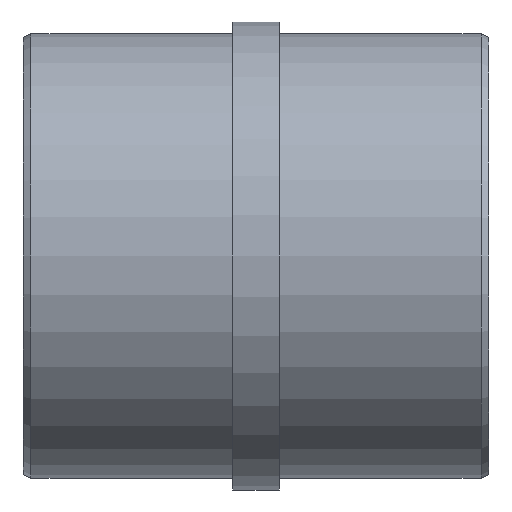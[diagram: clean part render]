
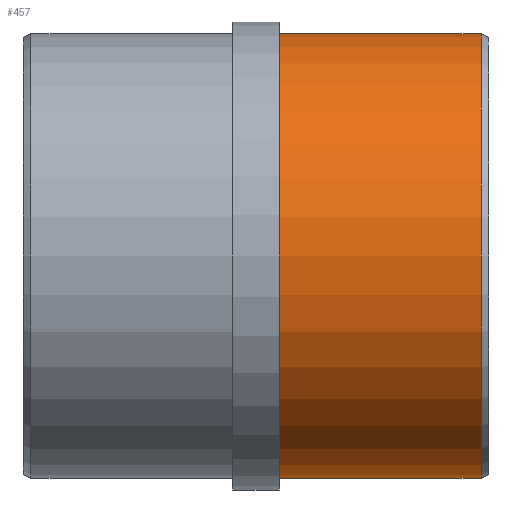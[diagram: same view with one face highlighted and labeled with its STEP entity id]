
A CAD part, front view. The second image highlights one B-rep face of the part: STEP entity #457.
In plain terms, the highlighted cylindrical face has radius 28.65 mm (diameter 57.3 mm), a partial arc.
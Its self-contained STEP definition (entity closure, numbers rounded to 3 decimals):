
#9 = EDGE_CURVE ( 'NONE', #361, #482, #48, .T. ) ;
#10 = AXIS2_PLACEMENT_3D ( 'NONE', #471, #409, #369 ) ;
#14 = DIRECTION ( 'NONE',  ( 0., 0., 1. ) ) ;
#30 = AXIS2_PLACEMENT_3D ( 'NONE', #487, #303, #101 ) ;
#31 = VERTEX_POINT ( 'NONE', #399 ) ;
#32 = CARTESIAN_POINT ( 'NONE',  ( 3., -12.672, 28.65 ) ) ;
#41 = CARTESIAN_POINT ( 'NONE',  ( -46.803, -12.672, 0. ) ) ;
#45 = DIRECTION ( 'NONE',  ( -1., 0., 0. ) ) ;
#48 = CIRCLE ( 'NONE', #10, 28.65 ) ;
#64 = ORIENTED_EDGE ( 'NONE', *, *, #493, .T. ) ;
#74 = CIRCLE ( 'NONE', #30, 28.65 ) ;
#78 = EDGE_CURVE ( 'NONE', #31, #191, #74, .T. ) ;
#80 = DIRECTION ( 'NONE',  ( -1., 0., 0. ) ) ;
#89 = FACE_OUTER_BOUND ( 'NONE', #356, .T. ) ;
#101 = DIRECTION ( 'NONE',  ( 0., 0., 1. ) ) ;
#122 = ORIENTED_EDGE ( 'NONE', *, *, #337, .F. ) ;
#151 = CARTESIAN_POINT ( 'NONE',  ( -46.803, -12.672, 28.65 ) ) ;
#184 = VECTOR ( 'NONE', #357, 1000. ) ;
#191 = VERTEX_POINT ( 'NONE', #32 ) ;
#256 = VECTOR ( 'NONE', #80, 1000. ) ;
#277 = ORIENTED_EDGE ( 'NONE', *, *, #78, .F. ) ;
#278 = CARTESIAN_POINT ( 'NONE',  ( 29., -12.672, 28.65 ) ) ;
#303 = DIRECTION ( 'NONE',  ( -1., 0., 0. ) ) ;
#308 = AXIS2_PLACEMENT_3D ( 'NONE', #41, #45, #14 ) ;
#337 = EDGE_CURVE ( 'NONE', #361, #31, #497, .T. ) ;
#354 = CARTESIAN_POINT ( 'NONE',  ( -46.803, -12.672, -28.65 ) ) ;
#356 = EDGE_LOOP ( 'NONE', ( #122, #478, #64, #277 ) ) ;
#357 = DIRECTION ( 'NONE',  ( -1., 0., 0. ) ) ;
#361 = VERTEX_POINT ( 'NONE', #440 ) ;
#369 = DIRECTION ( 'NONE',  ( 0., 0., 1. ) ) ;
#399 = CARTESIAN_POINT ( 'NONE',  ( 3., -12.672, -28.65 ) ) ;
#401 = CYLINDRICAL_SURFACE ( 'NONE', #308, 28.65 ) ;
#409 = DIRECTION ( 'NONE',  ( -1., 0., 0. ) ) ;
#440 = CARTESIAN_POINT ( 'NONE',  ( 29., -12.672, -28.65 ) ) ;
#457 = ADVANCED_FACE ( 'NONE', ( #89 ), #401, .T. ) ;
#469 = LINE ( 'NONE', #151, #256 ) ;
#471 = CARTESIAN_POINT ( 'NONE',  ( 29., -12.672, 0. ) ) ;
#478 = ORIENTED_EDGE ( 'NONE', *, *, #9, .T. ) ;
#482 = VERTEX_POINT ( 'NONE', #278 ) ;
#487 = CARTESIAN_POINT ( 'NONE',  ( 3., -12.672, 0. ) ) ;
#493 = EDGE_CURVE ( 'NONE', #482, #191, #469, .T. ) ;
#497 = LINE ( 'NONE', #354, #184 ) ;
